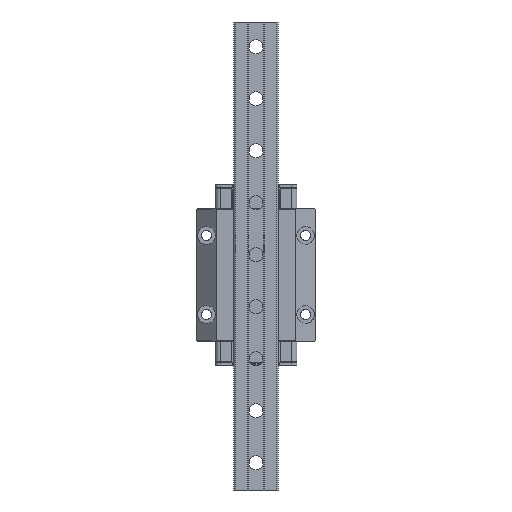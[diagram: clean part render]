
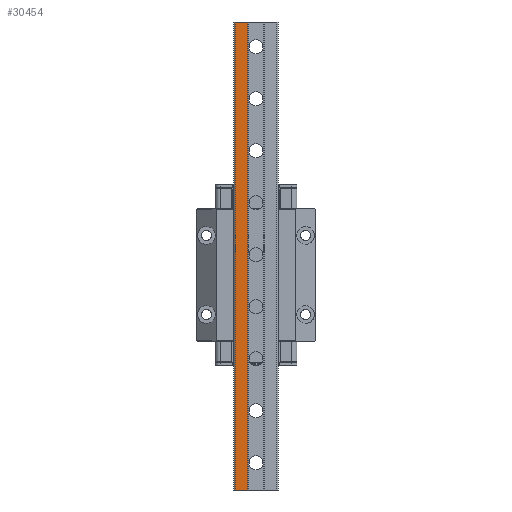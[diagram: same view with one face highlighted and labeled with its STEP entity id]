
A CAD part, front view. The second image highlights one B-rep face of the part: STEP entity #30454.
In plain terms, the highlighted planar face has unit normal (0, -1, 0).
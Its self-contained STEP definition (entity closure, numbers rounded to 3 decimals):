
#906 = DIRECTION ( 'NONE',  ( 1., 0., 0. ) ) ;
#3554 = ORIENTED_EDGE ( 'NONE', *, *, #49915, .F. ) ;
#4524 = VECTOR ( 'NONE', #906, 1000. ) ;
#4568 = CARTESIAN_POINT ( 'NONE',  ( 260.442, 169.511, 0. ) ) ;
#4804 = EDGE_LOOP ( 'NONE', ( #41271, #29307, #3554, #10248 ) ) ;
#5511 = CARTESIAN_POINT ( 'NONE',  ( 260.442, 169.511, 472.5 ) ) ;
#5594 = CARTESIAN_POINT ( 'NONE',  ( 260.442, 169.511, 472.5 ) ) ;
#5930 = LINE ( 'NONE', #5594, #27187 ) ;
#8200 = CARTESIAN_POINT ( 'NONE',  ( 260.442, 169.511, 472.5 ) ) ;
#9538 = DIRECTION ( 'NONE',  ( 1., 0., 0. ) ) ;
#10248 = ORIENTED_EDGE ( 'NONE', *, *, #37355, .T. ) ;
#13133 = LINE ( 'NONE', #27048, #33104 ) ;
#15119 = DIRECTION ( 'NONE',  ( 0., 0., -1. ) ) ;
#15825 = EDGE_CURVE ( 'NONE', #26671, #22659, #35122, .T. ) ;
#17600 = CARTESIAN_POINT ( 'NONE',  ( 273.142, 169.511, 472.5 ) ) ;
#18371 = VERTEX_POINT ( 'NONE', #17600 ) ;
#19004 = VECTOR ( 'NONE', #9538, 1000. ) ;
#20357 = FACE_OUTER_BOUND ( 'NONE', #4804, .T. ) ;
#22659 = VERTEX_POINT ( 'NONE', #27196 ) ;
#22717 = DIRECTION ( 'NONE',  ( 0., 1., 0. ) ) ;
#23511 = VERTEX_POINT ( 'NONE', #8200 ) ;
#25924 = EDGE_CURVE ( 'NONE', #18371, #22659, #13133, .T. ) ;
#26671 = VERTEX_POINT ( 'NONE', #48399 ) ;
#27048 = CARTESIAN_POINT ( 'NONE',  ( 273.142, 169.511, 472.5 ) ) ;
#27187 = VECTOR ( 'NONE', #45618, 1000. ) ;
#27196 = CARTESIAN_POINT ( 'NONE',  ( 273.142, 169.511, 0. ) ) ;
#29307 = ORIENTED_EDGE ( 'NONE', *, *, #25924, .F. ) ;
#30454 = ADVANCED_FACE ( 'NONE', ( #20357 ), #34548, .F. ) ;
#33104 = VECTOR ( 'NONE', #15119, 1000. ) ;
#34548 = PLANE ( 'NONE',  #46423 ) ;
#35122 = LINE ( 'NONE', #4568, #4524 ) ;
#37355 = EDGE_CURVE ( 'NONE', #23511, #26671, #5930, .T. ) ;
#38011 = CARTESIAN_POINT ( 'NONE',  ( 260.442, 169.511, 472.5 ) ) ;
#41271 = ORIENTED_EDGE ( 'NONE', *, *, #15825, .T. ) ;
#45618 = DIRECTION ( 'NONE',  ( 0., 0., -1. ) ) ;
#46423 = AXIS2_PLACEMENT_3D ( 'NONE', #38011, #22717, #50471 ) ;
#48399 = CARTESIAN_POINT ( 'NONE',  ( 260.442, 169.511, 0. ) ) ;
#49915 = EDGE_CURVE ( 'NONE', #23511, #18371, #50714, .T. ) ;
#50471 = DIRECTION ( 'NONE',  ( 0., 0., 1. ) ) ;
#50714 = LINE ( 'NONE', #5511, #19004 ) ;
